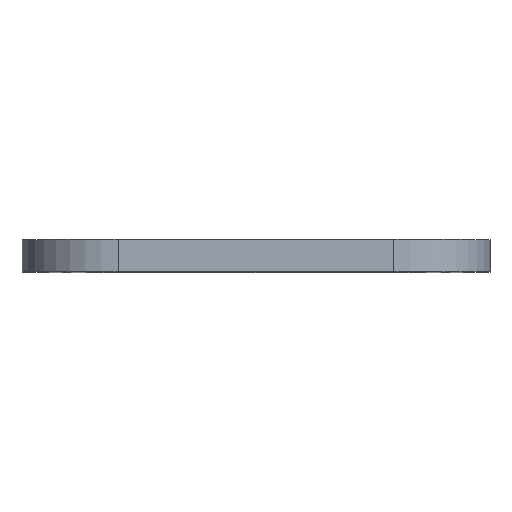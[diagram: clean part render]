
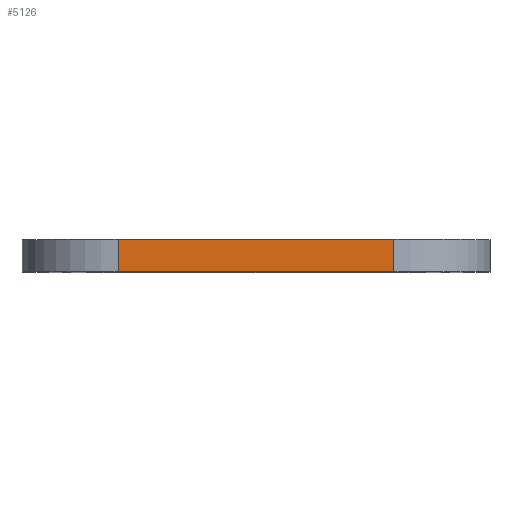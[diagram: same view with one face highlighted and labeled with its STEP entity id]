
A CAD part, top view. The second image highlights one B-rep face of the part: STEP entity #5126.
In plain terms, the highlighted planar face has unit normal (0, 0, 1).
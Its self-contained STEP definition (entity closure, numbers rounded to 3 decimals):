
#343=PLANE('',#5822);
#522=FACE_OUTER_BOUND('',#716,.T.);
#716=EDGE_LOOP('',(#4121,#4122,#4123,#4124));
#1238=LINE('',#8812,#1462);
#1239=LINE('',#8815,#1463);
#1240=LINE('',#8817,#1464);
#1241=LINE('',#8818,#1465);
#1462=VECTOR('',#7334,10.);
#1463=VECTOR('',#7337,10.);
#1464=VECTOR('',#7338,10.);
#1465=VECTOR('',#7339,10.);
#2517=VERTEX_POINT('',#8805);
#2520=VERTEX_POINT('',#8810);
#2521=VERTEX_POINT('',#8814);
#2522=VERTEX_POINT('',#8816);
#3224=EDGE_CURVE('',#2520,#2517,#1238,.T.);
#3225=EDGE_CURVE('',#2520,#2521,#1239,.T.);
#3226=EDGE_CURVE('',#2522,#2521,#1240,.T.);
#3227=EDGE_CURVE('',#2517,#2522,#1241,.T.);
#4121=ORIENTED_EDGE('',*,*,#3224,.F.);
#4122=ORIENTED_EDGE('',*,*,#3225,.T.);
#4123=ORIENTED_EDGE('',*,*,#3226,.F.);
#4124=ORIENTED_EDGE('',*,*,#3227,.F.);
#5126=ADVANCED_FACE('',(#522),#343,.T.);
#5822=AXIS2_PLACEMENT_3D('',#8813,#7335,#7336);
#7334=DIRECTION('',(0.,1.,0.));
#7335=DIRECTION('center_axis',(0.,0.,1.));
#7336=DIRECTION('ref_axis',(1.,0.,0.));
#7337=DIRECTION('',(1.,0.,0.));
#7338=DIRECTION('',(0.,-1.,0.));
#7339=DIRECTION('',(1.,0.,0.));
#8805=CARTESIAN_POINT('',(-43.,10.,95.));
#8810=CARTESIAN_POINT('',(-43.,0.,95.));
#8812=CARTESIAN_POINT('',(-43.,0.,95.));
#8813=CARTESIAN_POINT('Origin',(-73.,0.,95.));
#8814=CARTESIAN_POINT('',(43.,0.,95.));
#8815=CARTESIAN_POINT('',(-73.,0.,95.));
#8816=CARTESIAN_POINT('',(43.,10.,95.));
#8817=CARTESIAN_POINT('',(43.,0.,95.));
#8818=CARTESIAN_POINT('',(-73.,10.,95.));
